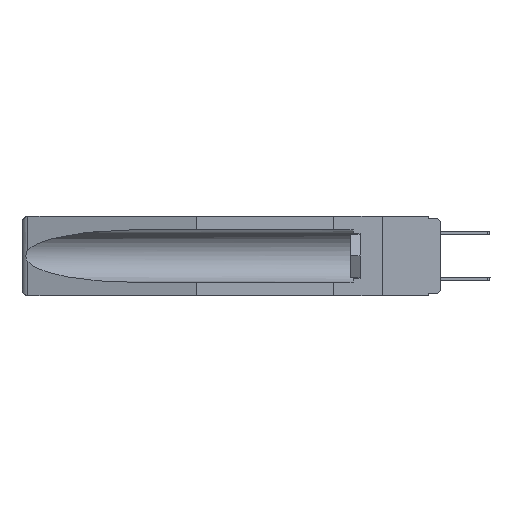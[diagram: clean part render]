
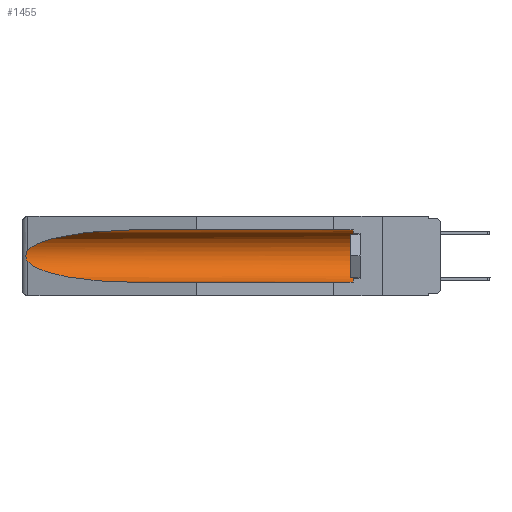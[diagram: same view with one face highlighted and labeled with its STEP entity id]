
A CAD part, left-side view. The second image highlights one B-rep face of the part: STEP entity #1455.
In plain terms, the highlighted cylindrical face has radius 2.857 mm (diameter 5.715 mm), a partial arc.
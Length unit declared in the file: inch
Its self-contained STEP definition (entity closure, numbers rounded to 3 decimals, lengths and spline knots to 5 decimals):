
#987 = ORIENTED_EDGE ( 'NONE', *, *, #15500, .F. ) ;
#1011 = EDGE_CURVE ( 'NONE', #4909, #15683, #1904, .T. ) ;
#1133 = EDGE_CURVE ( 'NONE', #14547, #5155, #13194, .T. ) ;
#1455 = ADVANCED_FACE ( 'NONE', ( #5196 ), #9422, .F. ) ;
#1466 = VECTOR ( 'NONE', #10401, 39.37008 ) ;
#1904 = B_SPLINE_CURVE_WITH_KNOTS ( 'NONE', 3,
 ( #7368, #17899, #9322, #17962, #15070, #3737, #2304, #6595, #2495, #10983 ),
 .UNSPECIFIED., .F., .F.,
 ( 4, 2, 2, 2, 4 ),
 ( 0., 0.00029, 0.00058, 0.00087, 0.00117 ),
 .UNSPECIFIED. ) ;
#1915 = DIRECTION ( 'NONE',  ( 0., 0., 1. ) ) ;
#2238 = EDGE_CURVE ( 'NONE', #2629, #4909, #9063, .T. ) ;
#2304 = CARTESIAN_POINT ( 'NONE',  ( 0.2673, 1.53269, -0.17917 ) ) ;
#2351 = CARTESIAN_POINT ( 'NONE',  ( 0.25451, 1.48313, -0.09465 ) ) ;
#2483 = VERTEX_POINT ( 'NONE', #15464 ) ;
#2495 = CARTESIAN_POINT ( 'NONE',  ( 0.26597, 1.5296, -0.19026 ) ) ;
#2629 = VERTEX_POINT ( 'NONE', #5987 ) ;
#3024 = ORIENTED_EDGE ( 'NONE', *, *, #1133, .T. ) ;
#3286 =( BOUNDED_CURVE ( )  B_SPLINE_CURVE ( 3, ( #16142, #13124, #7690, #11692 ),
 .UNSPECIFIED., .F., .F. ) 
 B_SPLINE_CURVE_WITH_KNOTS ( ( 4, 4 ),
 ( 0.1948, 1.5708 ),
 .UNSPECIFIED. ) 
 CURVE ( )  GEOMETRIC_REPRESENTATION_ITEM ( )  RATIONAL_B_SPLINE_CURVE ( ( 1., 0.848, 0.848, 1. ) ) 
 REPRESENTATION_ITEM ( '' )  );
#3737 = CARTESIAN_POINT ( 'NONE',  ( 0.2675, 1.53308, -0.17534 ) ) ;
#3774 = CARTESIAN_POINT ( 'NONE',  ( 0.26537, 1.52718, -0.14972 ) ) ;
#4909 = VERTEX_POINT ( 'NONE', #14300 ) ;
#5064 = CARTESIAN_POINT ( 'NONE',  ( 0.26537, 1.52718, -0.19328 ) ) ;
#5155 = VERTEX_POINT ( 'NONE', #6716 ) ;
#5196 = FACE_OUTER_BOUND ( 'NONE', #16645, .T. ) ;
#5403 = EDGE_CURVE ( 'NONE', #15683, #2483, #3286, .T. ) ;
#5987 = CARTESIAN_POINT ( 'NONE',  ( 0.155, 1.07973, -0.059 ) ) ;
#6568 = CARTESIAN_POINT ( 'NONE',  ( 0.155, 1.07973, -0.059 ) ) ;
#6595 = CARTESIAN_POINT ( 'NONE',  ( 0.26655, 1.53094, -0.18657 ) ) ;
#6716 = CARTESIAN_POINT ( 'NONE',  ( 0.155, 0.126, -0.059 ) ) ;
#7368 = CARTESIAN_POINT ( 'NONE',  ( 0.26537, 1.52718, -0.14972 ) ) ;
#7658 = ORIENTED_EDGE ( 'NONE', *, *, #1011, .T. ) ;
#7690 = CARTESIAN_POINT ( 'NONE',  ( 0.21114, 1.30732, -0.284 ) ) ;
#8350 = CARTESIAN_POINT ( 'NONE',  ( 0.155, 0.126, -0.284 ) ) ;
#8741 = AXIS2_PLACEMENT_3D ( 'NONE', #13255, #10418, #1915 ) ;
#8943 = ORIENTED_EDGE ( 'NONE', *, *, #5403, .T. ) ;
#9063 =( BOUNDED_CURVE ( )  B_SPLINE_CURVE ( 3, ( #6568, #10832, #2351, #3774 ),
 .UNSPECIFIED., .F., .F. ) 
 B_SPLINE_CURVE_WITH_KNOTS ( ( 4, 4 ),
 ( 4.71239, 6.08839 ),
 .UNSPECIFIED. ) 
 CURVE ( )  GEOMETRIC_REPRESENTATION_ITEM ( )  RATIONAL_B_SPLINE_CURVE ( ( 1., 0.848, 0.848, 1. ) ) 
 REPRESENTATION_ITEM ( '' )  );
#9322 = CARTESIAN_POINT ( 'NONE',  ( 0.26654, 1.53092, -0.15636 ) ) ;
#9422 = CYLINDRICAL_SURFACE ( 'NONE', #8741, 0.1125 ) ;
#9757 = EDGE_CURVE ( 'NONE', #5155, #2629, #10524, .T. ) ;
#9941 = CARTESIAN_POINT ( 'NONE',  ( 0.155, -0.30754, -0.059 ) ) ;
#10401 = DIRECTION ( 'NONE',  ( 0., 1., 0. ) ) ;
#10414 = AXIS2_PLACEMENT_3D ( 'NONE', #12645, #11109, #16838 ) ;
#10418 = DIRECTION ( 'NONE',  ( 0., 1., 0. ) ) ;
#10512 = CARTESIAN_POINT ( 'NONE',  ( 0.155, -0.30754, -0.284 ) ) ;
#10524 = LINE ( 'NONE', #9941, #13839 ) ;
#10832 = CARTESIAN_POINT ( 'NONE',  ( 0.21114, 1.30732, -0.059 ) ) ;
#10983 = CARTESIAN_POINT ( 'NONE',  ( 0.26537, 1.52718, -0.19328 ) ) ;
#11109 = DIRECTION ( 'NONE',  ( 0., -1., 0. ) ) ;
#11128 = DIRECTION ( 'NONE',  ( 0., 1., 0. ) ) ;
#11692 = CARTESIAN_POINT ( 'NONE',  ( 0.155, 1.07973, -0.284 ) ) ;
#12342 = LINE ( 'NONE', #10512, #1466 ) ;
#12645 = CARTESIAN_POINT ( 'NONE',  ( 0.155, 0.126, -0.1715 ) ) ;
#13124 = CARTESIAN_POINT ( 'NONE',  ( 0.25451, 1.48313, -0.24835 ) ) ;
#13194 = CIRCLE ( 'NONE', #10414, 0.1125 ) ;
#13255 = CARTESIAN_POINT ( 'NONE',  ( 0.155, -0.30754, -0.1715 ) ) ;
#13571 = ORIENTED_EDGE ( 'NONE', *, *, #9757, .T. ) ;
#13839 = VECTOR ( 'NONE', #11128, 39.37008 ) ;
#14204 = ORIENTED_EDGE ( 'NONE', *, *, #2238, .T. ) ;
#14300 = CARTESIAN_POINT ( 'NONE',  ( 0.26537, 1.52718, -0.14972 ) ) ;
#14547 = VERTEX_POINT ( 'NONE', #8350 ) ;
#15070 = CARTESIAN_POINT ( 'NONE',  ( 0.2675, 1.53308, -0.16763 ) ) ;
#15464 = CARTESIAN_POINT ( 'NONE',  ( 0.155, 1.07973, -0.284 ) ) ;
#15500 = EDGE_CURVE ( 'NONE', #14547, #2483, #12342, .T. ) ;
#15683 = VERTEX_POINT ( 'NONE', #5064 ) ;
#16142 = CARTESIAN_POINT ( 'NONE',  ( 0.26537, 1.52718, -0.19328 ) ) ;
#16645 = EDGE_LOOP ( 'NONE', ( #14204, #7658, #8943, #987, #3024, #13571 ) ) ;
#16838 = DIRECTION ( 'NONE',  ( 0., 0., 1. ) ) ;
#17899 = CARTESIAN_POINT ( 'NONE',  ( 0.26597, 1.52961, -0.15275 ) ) ;
#17962 = CARTESIAN_POINT ( 'NONE',  ( 0.2673, 1.5327, -0.16383 ) ) ;
